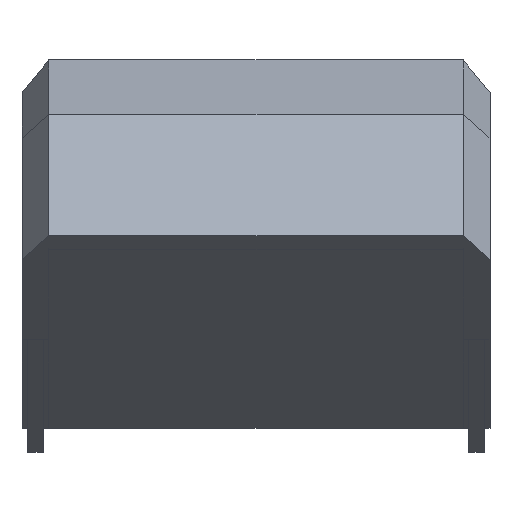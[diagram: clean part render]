
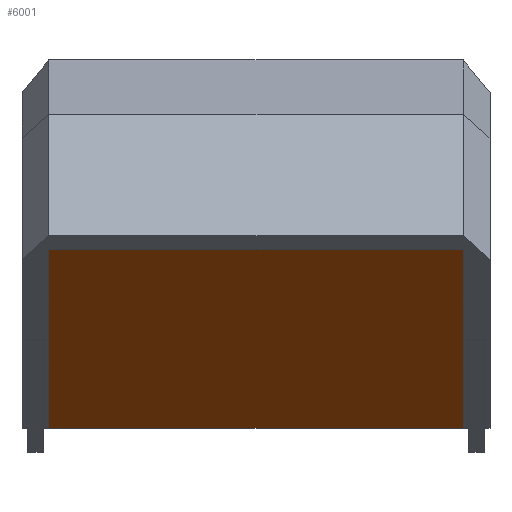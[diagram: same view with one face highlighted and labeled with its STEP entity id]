
A CAD part, front view. The second image highlights one B-rep face of the part: STEP entity #6001.
In plain terms, the highlighted planar face has unit normal (0, -0.574, -0.819).
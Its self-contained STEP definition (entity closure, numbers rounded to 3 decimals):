
#679=FACE_OUTER_BOUND('',#1020,.T.);
#1020=EDGE_LOOP('',(#5472,#5473,#5474,#5475));
#1611=LINE('',#10345,#2258);
#1624=LINE('',#10370,#2271);
#1665=LINE('',#10453,#2312);
#1667=LINE('',#10456,#2314);
#2258=VECTOR('',#7178,10.);
#2271=VECTOR('',#7205,10.);
#2312=VECTOR('',#7294,10.);
#2314=VECTOR('',#7298,10.);
#2862=VERTEX_POINT('',#10342);
#2863=VERTEX_POINT('',#10344);
#2868=VERTEX_POINT('',#10369);
#2886=VERTEX_POINT('',#10452);
#3693=EDGE_CURVE('',#2862,#2863,#1611,.T.);
#3706=EDGE_CURVE('',#2863,#2868,#1624,.T.);
#3747=EDGE_CURVE('',#2868,#2886,#1665,.T.);
#3749=EDGE_CURVE('',#2862,#2886,#1667,.T.);
#5472=ORIENTED_EDGE('',*,*,#3749,.T.);
#5473=ORIENTED_EDGE('',*,*,#3747,.F.);
#5474=ORIENTED_EDGE('',*,*,#3706,.F.);
#5475=ORIENTED_EDGE('',*,*,#3693,.F.);
#5684=PLANE('',#6233);
#6001=ADVANCED_FACE('',(#679),#5684,.F.);
#6233=AXIS2_PLACEMENT_3D('',#10457,#7299,#7300);
#7178=DIRECTION('',(0.,-0.819,0.574));
#7205=DIRECTION('',(1.,0.,0.));
#7294=DIRECTION('',(0.,0.819,-0.574));
#7298=DIRECTION('',(1.,0.,0.));
#7299=DIRECTION('center_axis',(0.,0.574,0.819));
#7300=DIRECTION('ref_axis',(1.,0.,0.));
#10342=CARTESIAN_POINT('',(-48.732,33.687,17.7));
#10344=CARTESIAN_POINT('',(-48.732,-74.692,93.587));
#10345=CARTESIAN_POINT('',(-48.732,-62.38,84.966));
#10369=CARTESIAN_POINT('',(43.732,-74.692,93.587));
#10370=CARTESIAN_POINT('',(-48.732,-74.692,93.587));
#10452=CARTESIAN_POINT('',(43.732,33.687,17.7));
#10453=CARTESIAN_POINT('',(43.732,-62.38,84.966));
#10456=CARTESIAN_POINT('',(-28.616,33.687,17.7));
#10457=CARTESIAN_POINT('Origin',(-2.5,4.166,38.37));
